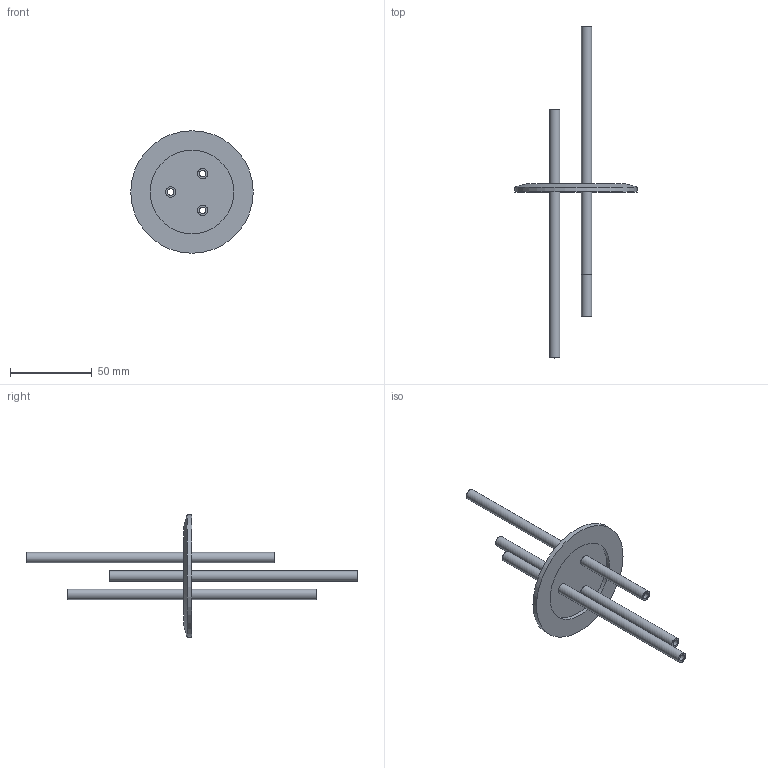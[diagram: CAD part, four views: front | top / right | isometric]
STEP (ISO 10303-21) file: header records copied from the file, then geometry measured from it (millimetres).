
FILE_DESCRIPTION(/* description */ (''),/* implementation_level */ '2;1');
FILE_NAME(/* name */ 'FL-LF3-50KF.stp',/* time_stamp */ '2018-10-05T10:48:53+01:00',/* author */ ('paul'),/* organization */ (''),/* preprocessor_version */ 'ST-DEVELOPER v17.2',/* originating_system */ 'Autodesk Inventor 2019',/* authorisation */ '');
FILE_SCHEMA (('AUTOMOTIVE_DESIGN { 1 0 10303 214 3 1 1 }'));
Length unit declared in the file: millimetre
Products named in the file (3): FL-LF3-50KF; FL-50KF; 6.35 tube for tube end version
Assembly tree (4 placements, depth 2):
  FL-LF3-50KF
    FL-50KF
    6.35 tube for tube end version  x3
Bounding box: 75 x 203.2 x 75 mm (x, y, z)
Volume: 23939.2 mm3; surface area: 24870.9 mm2
Topology: 4 solids, 4 shells, 21 faces, 40 edges, 28 vertices
Faces by surface type: cylinder 11, plane 9, cone 1
Full cylindrical faces by diameter (mm): 3.95 x3, 6.35 x6, 51.2 x1, 75 x1
Entity records: 520 total; most frequent: DIRECTION 88, CARTESIAN_POINT 68, ORIENTED_EDGE 56, AXIS2_PLACEMENT_3D 40, EDGE_CURVE 28, EDGE_LOOP 22, CIRCLE 20, VERTEX_POINT 20
